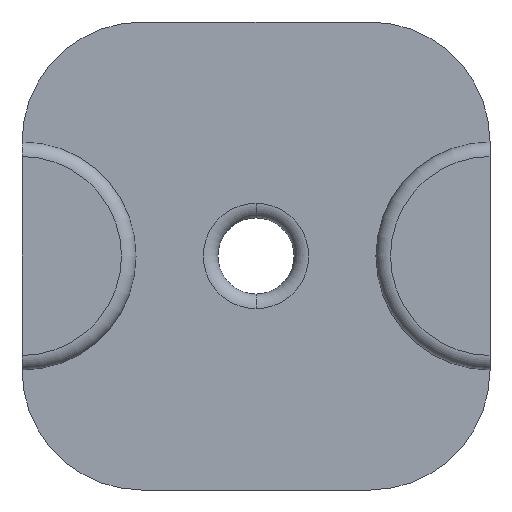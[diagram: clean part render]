
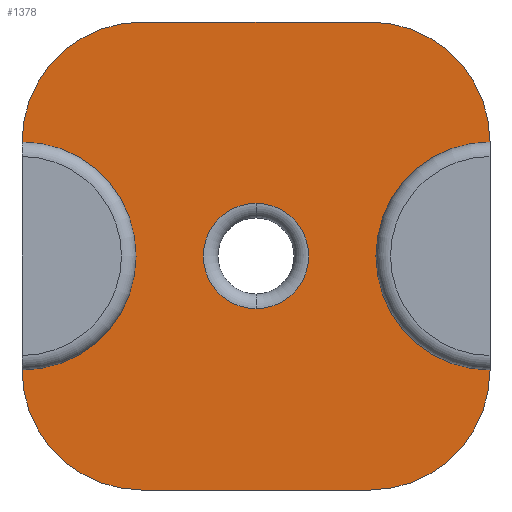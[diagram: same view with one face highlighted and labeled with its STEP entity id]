
A CAD part, left-side view. The second image highlights one B-rep face of the part: STEP entity #1378.
In plain terms, the highlighted planar face has unit normal (-1, 0, 0).
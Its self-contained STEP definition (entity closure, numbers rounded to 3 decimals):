
#159 = CARTESIAN_POINT ( 'NONE',  ( 6.598, 14.227, 11.08 ) ) ;
#173 = CIRCLE ( 'NONE', #1681, 1.8 ) ;
#321 = CARTESIAN_POINT ( 'NONE',  ( 6.598, 14.227, 7.48 ) ) ;
#426 = CIRCLE ( 'NONE', #1739, 4.1 ) ;
#440 = DIRECTION ( 'NONE',  ( 0., -1., 0. ) ) ;
#450 = EDGE_CURVE ( 'NONE', #1110, #857, #1257, .T. ) ;
#468 = ORIENTED_EDGE ( 'NONE', *, *, #846, .T. ) ;
#502 = CARTESIAN_POINT ( 'NONE',  ( 6.598, 22.227, 1.28 ) ) ;
#507 = VECTOR ( 'NONE', #2479, 1000. ) ;
#533 = CARTESIAN_POINT ( 'NONE',  ( 6.598, 10.327, 1.28 ) ) ;
#541 = CIRCLE ( 'NONE', #1746, 1.8 ) ;
#546 = CARTESIAN_POINT ( 'NONE',  ( 6.598, 18.127, 5.38 ) ) ;
#551 = DIRECTION ( 'NONE',  ( -1., 0., 0. ) ) ;
#552 = DIRECTION ( 'NONE',  ( 0., 0., -1. ) ) ;
#561 = CARTESIAN_POINT ( 'NONE',  ( 6.598, 18.127, 17.28 ) ) ;
#567 = CIRCLE ( 'NONE', #1703, 4.1 ) ;
#570 = ORIENTED_EDGE ( 'NONE', *, *, #2525, .F. ) ;
#572 = VERTEX_POINT ( 'NONE', #159 ) ;
#617 = CARTESIAN_POINT ( 'NONE',  ( 6.598, 10.327, 17.28 ) ) ;
#658 = CARTESIAN_POINT ( 'NONE',  ( 6.598, 14.227, 9.28 ) ) ;
#677 = DIRECTION ( 'NONE',  ( 0., 0., -1. ) ) ;
#706 = DIRECTION ( 'NONE',  ( 1., 0., 0. ) ) ;
#758 = ORIENTED_EDGE ( 'NONE', *, *, #2651, .F. ) ;
#846 = EDGE_CURVE ( 'NONE', #2722, #1110, #1424, .T. ) ;
#857 = VERTEX_POINT ( 'NONE', #533 ) ;
#917 = EDGE_LOOP ( 'NONE', ( #2452, #1050 ) ) ;
#978 = ORIENTED_EDGE ( 'NONE', *, *, #2544, .T. ) ;
#1050 = ORIENTED_EDGE ( 'NONE', *, *, #2513, .T. ) ;
#1095 = CARTESIAN_POINT ( 'NONE',  ( 6.598, 18.127, 1.28 ) ) ;
#1110 = VERTEX_POINT ( 'NONE', #1095 ) ;
#1130 = ORIENTED_EDGE ( 'NONE', *, *, #2568, .T. ) ;
#1238 = DIRECTION ( 'NONE',  ( -1., 0., 0. ) ) ;
#1257 = LINE ( 'NONE', #502, #1793 ) ;
#1354 = EDGE_LOOP ( 'NONE', ( #570, #1130, #2032, #978, #758, #468, #1492, #2014 ) ) ;
#1378 = ADVANCED_FACE ( 'NONE', ( #2038, #1388 ), #1481, .F. ) ;
#1388 = FACE_OUTER_BOUND ( 'NONE', #1354, .T. ) ;
#1399 = CARTESIAN_POINT ( 'NONE',  ( 6.598, 22.227, 5.38 ) ) ;
#1424 = CIRCLE ( 'NONE', #2262, 4.1 ) ;
#1481 = PLANE ( 'NONE',  #2061 ) ;
#1492 = ORIENTED_EDGE ( 'NONE', *, *, #450, .T. ) ;
#1501 = CARTESIAN_POINT ( 'NONE',  ( 6.598, 14.227, 9.28 ) ) ;
#1503 = DIRECTION ( 'NONE',  ( 1., 0., 0. ) ) ;
#1515 = VERTEX_POINT ( 'NONE', #1740 ) ;
#1517 = DIRECTION ( 'NONE',  ( 0., 0., -1. ) ) ;
#1537 = VERTEX_POINT ( 'NONE', #1958 ) ;
#1547 = VERTEX_POINT ( 'NONE', #2136 ) ;
#1597 = CARTESIAN_POINT ( 'NONE',  ( 6.598, 22.227, 1.28 ) ) ;
#1600 = DIRECTION ( 'NONE',  ( 1., 0., 0. ) ) ;
#1602 = DIRECTION ( 'NONE',  ( 0., 0., -1. ) ) ;
#1609 = DIRECTION ( 'NONE',  ( 0., 0., 1. ) ) ;
#1645 = DIRECTION ( 'NONE',  ( -1., 0., 0. ) ) ;
#1651 = DIRECTION ( 'NONE',  ( 0., 0., 1. ) ) ;
#1652 = AXIS2_PLACEMENT_3D ( 'NONE', #1756, #1804, #1609 ) ;
#1678 = CIRCLE ( 'NONE', #1652, 3.9 ) ;
#1681 = AXIS2_PLACEMENT_3D ( 'NONE', #658, #706, #677 ) ;
#1703 = AXIS2_PLACEMENT_3D ( 'NONE', #2686, #2709, #2730 ) ;
#1718 = AXIS2_PLACEMENT_3D ( 'NONE', #2126, #2167, #2170 ) ;
#1739 = AXIS2_PLACEMENT_3D ( 'NONE', #1776, #1238, #1787 ) ;
#1740 = CARTESIAN_POINT ( 'NONE',  ( 6.598, 6.227, 13.18 ) ) ;
#1742 = AXIS2_PLACEMENT_3D ( 'NONE', #2265, #1645, #1651 ) ;
#1746 = AXIS2_PLACEMENT_3D ( 'NONE', #1501, #1503, #1517 ) ;
#1756 = CARTESIAN_POINT ( 'NONE',  ( 6.598, 22.227, 9.28 ) ) ;
#1776 = CARTESIAN_POINT ( 'NONE',  ( 6.598, 10.327, 5.38 ) ) ;
#1787 = DIRECTION ( 'NONE',  ( 0., 0., -1. ) ) ;
#1793 = VECTOR ( 'NONE', #440, 1000. ) ;
#1804 = DIRECTION ( 'NONE',  ( -1., 0., 0. ) ) ;
#1930 = VERTEX_POINT ( 'NONE', #561 ) ;
#1958 = CARTESIAN_POINT ( 'NONE',  ( 6.598, 6.227, 5.38 ) ) ;
#1988 = CIRCLE ( 'NONE', #1742, 3.9 ) ;
#2014 = ORIENTED_EDGE ( 'NONE', *, *, #2532, .T. ) ;
#2027 = VERTEX_POINT ( 'NONE', #617 ) ;
#2032 = ORIENTED_EDGE ( 'NONE', *, *, #2677, .F. ) ;
#2038 = FACE_BOUND ( 'NONE', #917, .T. ) ;
#2061 = AXIS2_PLACEMENT_3D ( 'NONE', #1597, #1600, #1602 ) ;
#2125 = LINE ( 'NONE', #2566, #507 ) ;
#2126 = CARTESIAN_POINT ( 'NONE',  ( 6.598, 18.127, 13.18 ) ) ;
#2136 = CARTESIAN_POINT ( 'NONE',  ( 6.598, 22.227, 13.18 ) ) ;
#2167 = DIRECTION ( 'NONE',  ( -1., 0., 0. ) ) ;
#2170 = DIRECTION ( 'NONE',  ( 0., 0., -1. ) ) ;
#2262 = AXIS2_PLACEMENT_3D ( 'NONE', #546, #551, #552 ) ;
#2265 = CARTESIAN_POINT ( 'NONE',  ( 6.598, 6.227, 9.28 ) ) ;
#2452 = ORIENTED_EDGE ( 'NONE', *, *, #2609, .T. ) ;
#2479 = DIRECTION ( 'NONE',  ( 0., -1., 0. ) ) ;
#2510 = CIRCLE ( 'NONE', #1718, 4.1 ) ;
#2513 = EDGE_CURVE ( 'NONE', #572, #2630, #541, .T. ) ;
#2525 = EDGE_CURVE ( 'NONE', #1515, #1537, #1988, .T. ) ;
#2532 = EDGE_CURVE ( 'NONE', #857, #1537, #426, .T. ) ;
#2544 = EDGE_CURVE ( 'NONE', #1930, #1547, #2510, .T. ) ;
#2566 = CARTESIAN_POINT ( 'NONE',  ( 6.598, 22.227, 17.28 ) ) ;
#2568 = EDGE_CURVE ( 'NONE', #1515, #2027, #567, .T. ) ;
#2609 = EDGE_CURVE ( 'NONE', #2630, #572, #173, .T. ) ;
#2630 = VERTEX_POINT ( 'NONE', #321 ) ;
#2651 = EDGE_CURVE ( 'NONE', #2722, #1547, #1678, .T. ) ;
#2677 = EDGE_CURVE ( 'NONE', #1930, #2027, #2125, .T. ) ;
#2686 = CARTESIAN_POINT ( 'NONE',  ( 6.598, 10.327, 13.18 ) ) ;
#2709 = DIRECTION ( 'NONE',  ( -1., 0., 0. ) ) ;
#2722 = VERTEX_POINT ( 'NONE', #1399 ) ;
#2730 = DIRECTION ( 'NONE',  ( 0., 0., -1. ) ) ;
